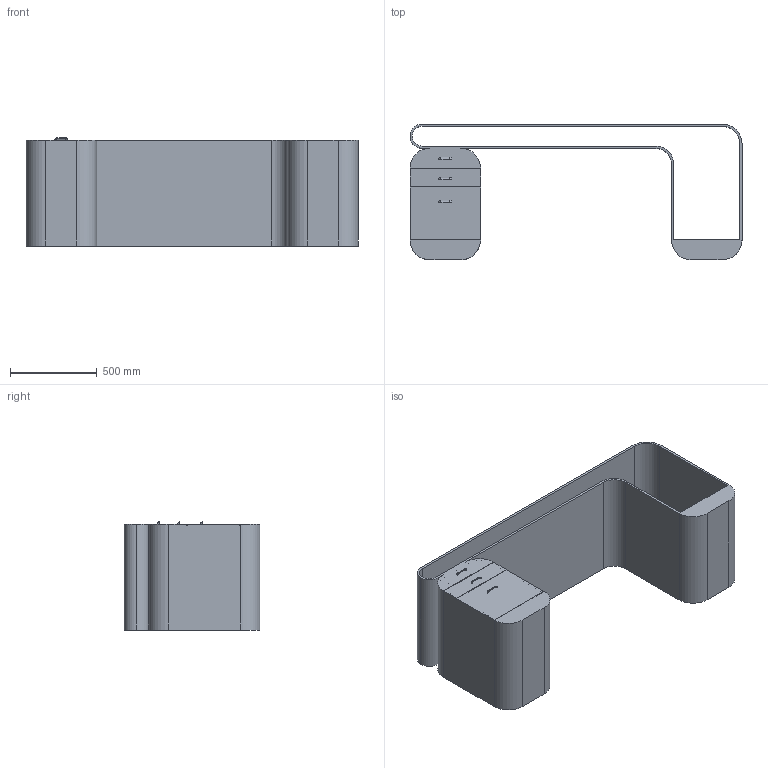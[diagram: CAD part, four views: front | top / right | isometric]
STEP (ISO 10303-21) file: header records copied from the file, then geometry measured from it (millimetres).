
FILE_DESCRIPTION (( 'STEP AP214' ), '1' );
FILE_NAME ('futuredesk with monitors and computer.STEP', '2013-12-05T16:17:58', ( 'Ryan Frohlich' ), ( 'Hewlett-Packard Company' ), 'SwSTEP 2.0', 'SolidWorks 2013', '' );
FILE_SCHEMA (( 'AUTOMOTIVE_DESIGN' ));
Length unit declared in the file: inch
Products named in the file (1): futuredesk with monitors and computer
Bounding box: 1911.35 x 781.67 x 622.3 mm (x, y, z)
Volume: 104700026 mm3; surface area: 11951412.2 mm2
Topology: 4 solids, 4 shells, 137 faces, 360 edges, 222 vertices
Faces by surface type: plane 87, cylinder 38, sphere 6, torus 6
Entity records: 4308 total; most frequent: DIRECTION 716, CARTESIAN_POINT 710, ORIENTED_EDGE 700, EDGE_CURVE 350, LINE 260, VECTOR 260, AXIS2_PLACEMENT_3D 228, VERTEX_POINT 222
